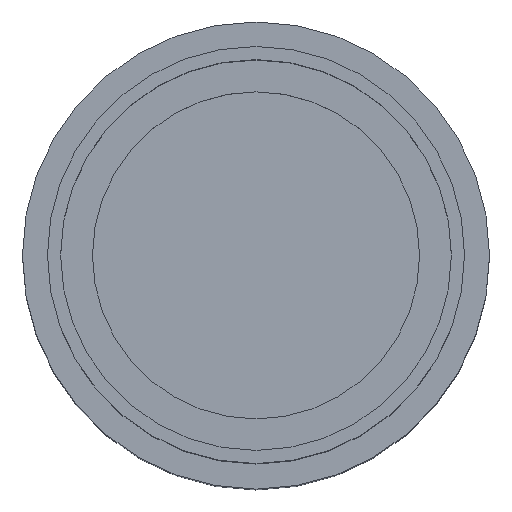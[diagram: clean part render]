
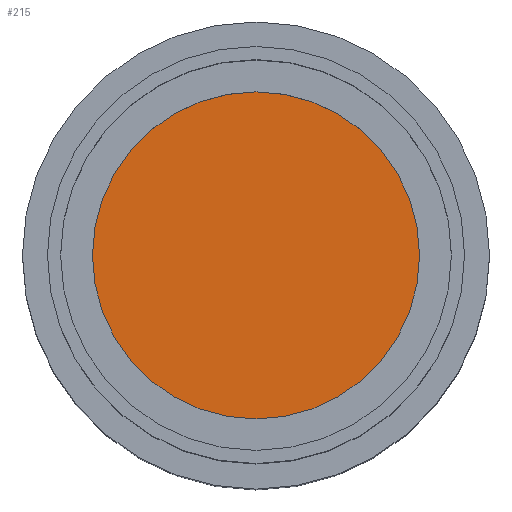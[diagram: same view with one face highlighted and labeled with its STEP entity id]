
A CAD part, top view. The second image highlights one B-rep face of the part: STEP entity #215.
In plain terms, the highlighted planar face has unit normal (0, 0, 1).
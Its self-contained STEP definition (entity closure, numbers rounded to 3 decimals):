
#42=PLANE('',#260);
#56=FACE_OUTER_BOUND('',#75,.T.);
#75=EDGE_LOOP('',(#178));
#95=CIRCLE('',#261,14.875);
#111=VERTEX_POINT('',#388);
#134=EDGE_CURVE('',#111,#111,#95,.T.);
#178=ORIENTED_EDGE('',*,*,#134,.F.);
#215=ADVANCED_FACE('',(#56),#42,.T.);
#260=AXIS2_PLACEMENT_3D('',#387,#328,#329);
#261=AXIS2_PLACEMENT_3D('',#389,#330,#331);
#328=DIRECTION('center_axis',(0.,0.,1.));
#329=DIRECTION('ref_axis',(1.,0.,0.));
#330=DIRECTION('center_axis',(0.,0.,-1.));
#331=DIRECTION('ref_axis',(1.,0.,0.));
#387=CARTESIAN_POINT('Origin',(0.,14.875,-6.35));
#388=CARTESIAN_POINT('',(0.,-14.875,-6.35));
#389=CARTESIAN_POINT('Origin',(0.,0.,-6.35));
